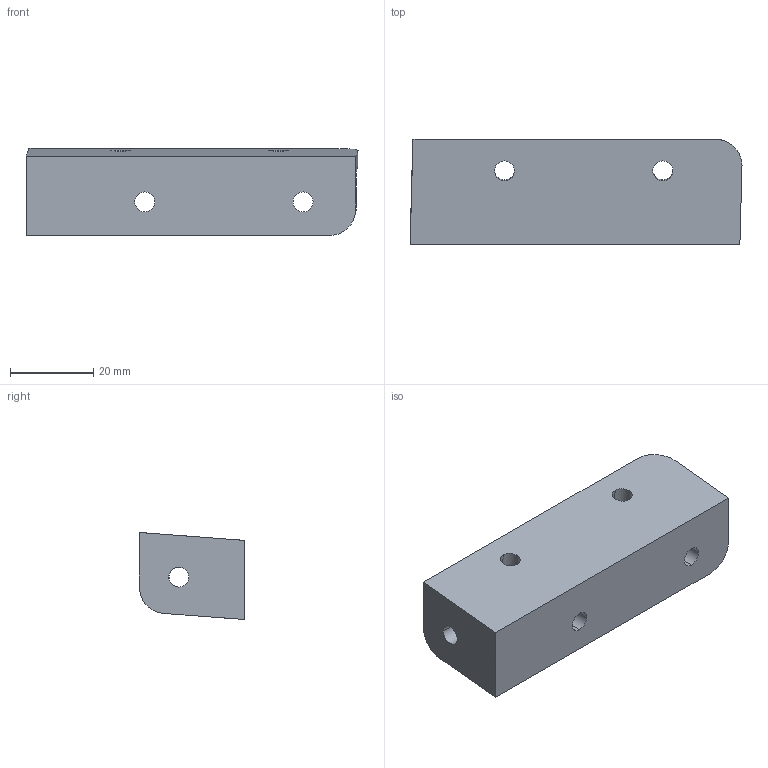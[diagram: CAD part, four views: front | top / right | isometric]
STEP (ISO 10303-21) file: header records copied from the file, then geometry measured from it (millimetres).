
FILE_DESCRIPTION (( 'STEP AP214' ), '1' );
FILE_NAME ('Console Sill Bracket A-L.STEP', '2021-01-17T19:36:52', ( '' ), ( '' ), 'SwSTEP 2.0', 'SolidWorks 2019', '' );
FILE_SCHEMA (( 'AUTOMOTIVE_DESIGN' ));
Length unit declared in the file: inch
Products named in the file (1): Console Sill Bracket A-L
Bounding box: 79.92 x 25.33 x 20.95 mm (x, y, z)
Volume: 16489 mm3; surface area: 7984.5 mm2
Topology: 1 solids, 1 shells, 66 faces, 171 edges, 109 vertices
Faces by surface type: plane 32, cylinder 27, bspline 7
Entity records: 3632 total; most frequent: CARTESIAN_POINT 1173, ORIENTED_EDGE 342, DIRECTION 287, EDGE_CURVE 171, VERTEX_POINT 109, LINE 105, VECTOR 105, AXIS2_PLACEMENT_3D 91
